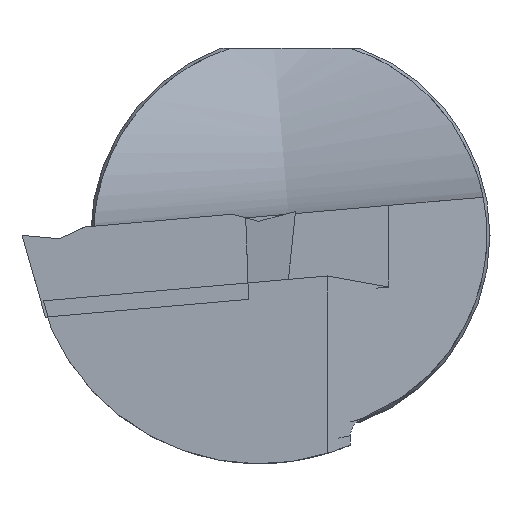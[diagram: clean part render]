
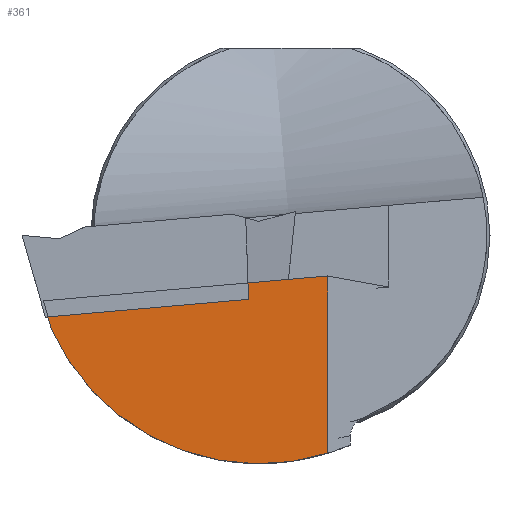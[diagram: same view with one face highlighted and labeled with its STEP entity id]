
A CAD part, left-side view. The second image highlights one B-rep face of the part: STEP entity #361.
In plain terms, the highlighted planar face has unit normal (-1, 0, 0).
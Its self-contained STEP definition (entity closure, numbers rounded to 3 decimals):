
#328=CIRCLE('',#935,18.3);
#361=ADVANCED_FACE('',(#420),#394,.F.);
#394=PLANE('',#936);
#420=FACE_OUTER_BOUND('',#454,.T.);
#454=EDGE_LOOP('',(#562,#563,#564,#565));
#562=ORIENTED_EDGE('',*,*,#757,.T.);
#563=ORIENTED_EDGE('',*,*,#758,.F.);
#564=ORIENTED_EDGE('',*,*,#759,.F.);
#565=ORIENTED_EDGE('',*,*,#760,.F.);
#684=VERTEX_POINT('',#1231);
#685=VERTEX_POINT('',#1232);
#686=VERTEX_POINT('',#1234);
#687=VERTEX_POINT('',#1236);
#757=EDGE_CURVE('',#684,#685,#840,.T.);
#758=EDGE_CURVE('',#686,#685,#841,.T.);
#759=EDGE_CURVE('',#687,#686,#328,.T.);
#760=EDGE_CURVE('',#684,#687,#842,.T.);
#840=LINE('',#1230,#896);
#841=LINE('',#1233,#897);
#842=LINE('',#1237,#898);
#896=VECTOR('',#1055,1.);
#897=VECTOR('',#1056,1.);
#898=VECTOR('',#1059,1.);
#935=AXIS2_PLACEMENT_3D('',#1235,#1057,#1058);
#936=AXIS2_PLACEMENT_3D('',#1238,#1060,#1061);
#1055=DIRECTION('',(0.,0.996,-0.087));
#1056=DIRECTION('',(0.,0.276,0.961));
#1057=DIRECTION('',(1.,0.,0.));
#1058=DIRECTION('',(0.,-1.,0.));
#1059=DIRECTION('',(0.,0.,-1.));
#1060=DIRECTION('',(1.,0.,0.));
#1061=DIRECTION('',(0.,-1.,0.));
#1230=CARTESIAN_POINT('',(0.2,-0.305,-3.483));
#1231=CARTESIAN_POINT('',(0.2,-3.,-3.247));
#1232=CARTESIAN_POINT('',(0.2,19.789,-5.241));
#1233=CARTESIAN_POINT('',(0.2,19.674,-5.642));
#1234=CARTESIAN_POINT('',(0.2,19.139,-7.507));
#1235=CARTESIAN_POINT('',(0.2,2.45,0.));
#1236=CARTESIAN_POINT('',(0.2,-3.,-17.47));
#1237=CARTESIAN_POINT('',(0.2,-3.,355.63));
#1238=CARTESIAN_POINT('',(0.2,0.,0.));
